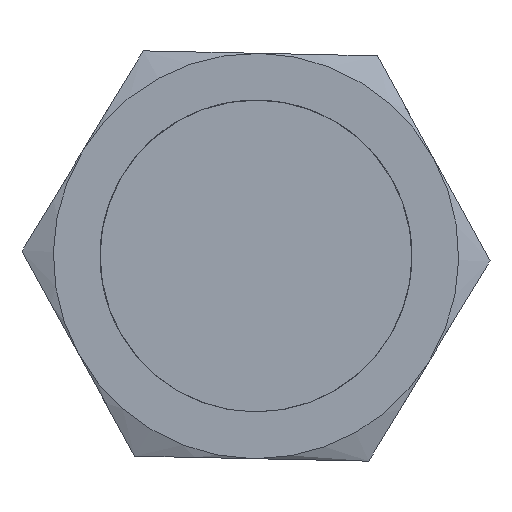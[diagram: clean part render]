
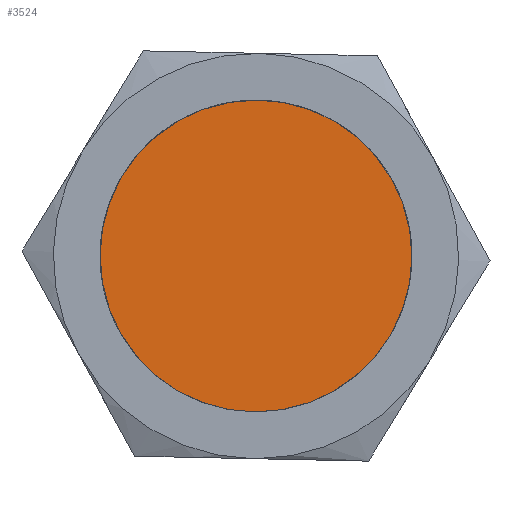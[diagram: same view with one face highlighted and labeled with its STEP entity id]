
A CAD part, left-side view. The second image highlights one B-rep face of the part: STEP entity #3524.
In plain terms, the highlighted face is planar.
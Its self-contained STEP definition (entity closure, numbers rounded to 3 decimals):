
#55 = ORIENTED_EDGE ( 'NONE', *, *, #4487, .F. ) ;
#306 = CARTESIAN_POINT ( 'NONE',  ( 228., 0., 0. ) ) ;
#677 = VERTEX_POINT ( 'NONE', #5595 ) ;
#1050 = EDGE_CURVE ( 'NONE', #677, #1461, #1154, .T. ) ;
#1154 = CIRCLE ( 'NONE', #4177, 11. ) ;
#1461 = VERTEX_POINT ( 'NONE', #3942 ) ;
#1812 = DIRECTION ( 'NONE',  ( 0., -1., 0. ) ) ;
#1902 = AXIS2_PLACEMENT_3D ( 'NONE', #306, #2302, #1812 ) ;
#2302 = DIRECTION ( 'NONE',  ( -1., 0., 0. ) ) ;
#2394 = DIRECTION ( 'NONE',  ( -1., 0., 0. ) ) ;
#2523 = DIRECTION ( 'NONE',  ( 0., -1., 0. ) ) ;
#2554 = DIRECTION ( 'NONE',  ( -1., 0., 0. ) ) ;
#3524 = ADVANCED_FACE ( 'NONE', ( #4295 ), #6297, .F. ) ;
#3537 = CIRCLE ( 'NONE', #5003, 11. ) ;
#3942 = CARTESIAN_POINT ( 'NONE',  ( 228., 11., 0. ) ) ;
#4177 = AXIS2_PLACEMENT_3D ( 'NONE', #5329, #2394, #4859 ) ;
#4295 = FACE_OUTER_BOUND ( 'NONE', #5425, .T. ) ;
#4487 = EDGE_CURVE ( 'NONE', #1461, #677, #3537, .T. ) ;
#4859 = DIRECTION ( 'NONE',  ( 0., -1., 0. ) ) ;
#5003 = AXIS2_PLACEMENT_3D ( 'NONE', #5511, #2554, #2523 ) ;
#5329 = CARTESIAN_POINT ( 'NONE',  ( 228., 0., 0. ) ) ;
#5425 = EDGE_LOOP ( 'NONE', ( #6210, #55 ) ) ;
#5511 = CARTESIAN_POINT ( 'NONE',  ( 228., 0., 0. ) ) ;
#5595 = CARTESIAN_POINT ( 'NONE',  ( 228., -11., 0. ) ) ;
#6210 = ORIENTED_EDGE ( 'NONE', *, *, #1050, .F. ) ;
#6297 = PLANE ( 'NONE',  #1902 ) ;
